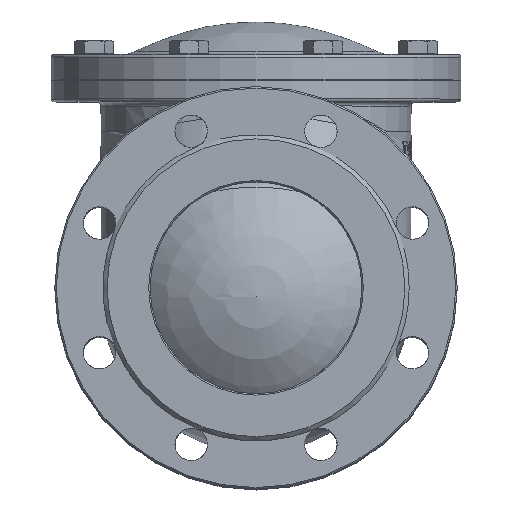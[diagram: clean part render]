
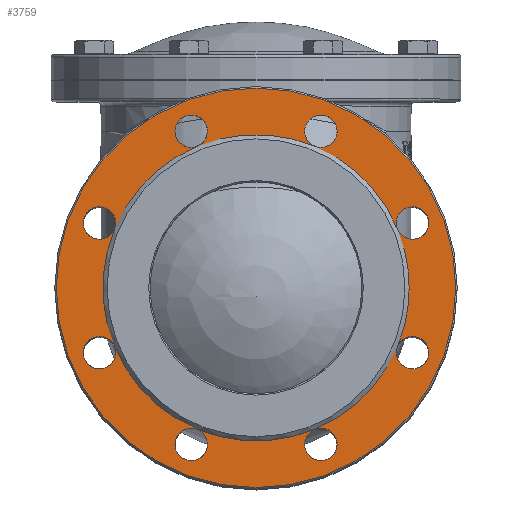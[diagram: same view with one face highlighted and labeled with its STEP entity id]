
A CAD part, top view. The second image highlights one B-rep face of the part: STEP entity #3759.
In plain terms, the highlighted planar face has unit normal (0, 0, 1).
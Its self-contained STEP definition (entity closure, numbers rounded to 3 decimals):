
#736=FACE_BOUND('',#1247,.T.);
#790=PLANE('',#4163);
#977=FACE_OUTER_BOUND('',#1246,.T.);
#1246=EDGE_LOOP('',(#3276));
#1247=EDGE_LOOP('',(#3277,#3278,#3279,#3280,#3281,#3282,#3283,#3284,#3285,
#3286,#3287,#3288,#3289,#3290,#3291,#3292,#3293,#3294,#3295,#3296,#3297,
#3298,#3299,#3300,#3301));
#1440=CIRCLE('',#4162,141.5);
#1441=CIRCLE('',#4164,11.5);
#1442=CIRCLE('',#4165,108.5);
#1443=CIRCLE('',#4166,11.5);
#1444=CIRCLE('',#4167,11.5);
#1445=CIRCLE('',#4168,108.5);
#1446=CIRCLE('',#4169,11.5);
#1447=CIRCLE('',#4170,11.5);
#1448=CIRCLE('',#4171,108.5);
#1449=CIRCLE('',#4172,11.5);
#1450=CIRCLE('',#4173,11.5);
#1451=CIRCLE('',#4174,108.5);
#1452=CIRCLE('',#4175,11.5);
#1453=CIRCLE('',#4176,11.5);
#1454=CIRCLE('',#4177,108.5);
#1455=CIRCLE('',#4178,11.5);
#1456=CIRCLE('',#4179,11.5);
#1457=CIRCLE('',#4180,108.5);
#1458=CIRCLE('',#4181,11.5);
#1459=CIRCLE('',#4182,11.5);
#1460=CIRCLE('',#4183,108.5);
#1461=CIRCLE('',#4184,108.5);
#1462=CIRCLE('',#4185,11.5);
#1463=CIRCLE('',#4186,11.5);
#1464=CIRCLE('',#4187,108.5);
#1465=CIRCLE('',#4188,11.5);
#1780=VERTEX_POINT('',#8404);
#1781=VERTEX_POINT('',#8408);
#1782=VERTEX_POINT('',#8409);
#1783=VERTEX_POINT('',#8411);
#1784=VERTEX_POINT('',#8413);
#1785=VERTEX_POINT('',#8416);
#1786=VERTEX_POINT('',#8418);
#1787=VERTEX_POINT('',#8421);
#1788=VERTEX_POINT('',#8423);
#1789=VERTEX_POINT('',#8426);
#1790=VERTEX_POINT('',#8428);
#1791=VERTEX_POINT('',#8431);
#1792=VERTEX_POINT('',#8433);
#1793=VERTEX_POINT('',#8436);
#1794=VERTEX_POINT('',#8438);
#1795=VERTEX_POINT('',#8441);
#1796=VERTEX_POINT('',#8443);
#1797=VERTEX_POINT('',#8445);
#2285=EDGE_CURVE('',#1780,#1780,#1440,.T.);
#2286=EDGE_CURVE('',#1781,#1782,#1441,.T.);
#2287=EDGE_CURVE('',#1783,#1781,#1442,.T.);
#2288=EDGE_CURVE('',#1784,#1783,#1443,.T.);
#2289=EDGE_CURVE('',#1783,#1784,#1444,.T.);
#2290=EDGE_CURVE('',#1785,#1783,#1445,.T.);
#2291=EDGE_CURVE('',#1786,#1785,#1446,.T.);
#2292=EDGE_CURVE('',#1785,#1786,#1447,.T.);
#2293=EDGE_CURVE('',#1787,#1785,#1448,.T.);
#2294=EDGE_CURVE('',#1788,#1787,#1449,.T.);
#2295=EDGE_CURVE('',#1787,#1788,#1450,.T.);
#2296=EDGE_CURVE('',#1789,#1787,#1451,.T.);
#2297=EDGE_CURVE('',#1790,#1789,#1452,.T.);
#2298=EDGE_CURVE('',#1789,#1790,#1453,.T.);
#2299=EDGE_CURVE('',#1791,#1789,#1454,.T.);
#2300=EDGE_CURVE('',#1792,#1791,#1455,.T.);
#2301=EDGE_CURVE('',#1791,#1792,#1456,.T.);
#2302=EDGE_CURVE('',#1793,#1791,#1457,.T.);
#2303=EDGE_CURVE('',#1794,#1793,#1458,.T.);
#2304=EDGE_CURVE('',#1793,#1794,#1459,.T.);
#2305=EDGE_CURVE('',#1795,#1793,#1460,.T.);
#2306=EDGE_CURVE('',#1796,#1795,#1461,.T.);
#2307=EDGE_CURVE('',#1797,#1796,#1462,.T.);
#2308=EDGE_CURVE('',#1796,#1797,#1463,.T.);
#2309=EDGE_CURVE('',#1781,#1796,#1464,.T.);
#2310=EDGE_CURVE('',#1782,#1781,#1465,.T.);
#3276=ORIENTED_EDGE('',*,*,#2285,.F.);
#3277=ORIENTED_EDGE('',*,*,#2286,.F.);
#3278=ORIENTED_EDGE('',*,*,#2287,.F.);
#3279=ORIENTED_EDGE('',*,*,#2288,.F.);
#3280=ORIENTED_EDGE('',*,*,#2289,.F.);
#3281=ORIENTED_EDGE('',*,*,#2290,.F.);
#3282=ORIENTED_EDGE('',*,*,#2291,.F.);
#3283=ORIENTED_EDGE('',*,*,#2292,.F.);
#3284=ORIENTED_EDGE('',*,*,#2293,.F.);
#3285=ORIENTED_EDGE('',*,*,#2294,.F.);
#3286=ORIENTED_EDGE('',*,*,#2295,.F.);
#3287=ORIENTED_EDGE('',*,*,#2296,.F.);
#3288=ORIENTED_EDGE('',*,*,#2297,.F.);
#3289=ORIENTED_EDGE('',*,*,#2298,.F.);
#3290=ORIENTED_EDGE('',*,*,#2299,.F.);
#3291=ORIENTED_EDGE('',*,*,#2300,.F.);
#3292=ORIENTED_EDGE('',*,*,#2301,.F.);
#3293=ORIENTED_EDGE('',*,*,#2302,.F.);
#3294=ORIENTED_EDGE('',*,*,#2303,.F.);
#3295=ORIENTED_EDGE('',*,*,#2304,.F.);
#3296=ORIENTED_EDGE('',*,*,#2305,.F.);
#3297=ORIENTED_EDGE('',*,*,#2306,.F.);
#3298=ORIENTED_EDGE('',*,*,#2307,.F.);
#3299=ORIENTED_EDGE('',*,*,#2308,.F.);
#3300=ORIENTED_EDGE('',*,*,#2309,.F.);
#3301=ORIENTED_EDGE('',*,*,#2310,.F.);
#3759=ADVANCED_FACE('',(#977,#736),#790,.F.);
#4162=AXIS2_PLACEMENT_3D('',#8406,#4940,#4941);
#4163=AXIS2_PLACEMENT_3D('',#8407,#4942,#4943);
#4164=AXIS2_PLACEMENT_3D('',#8410,#4944,#4945);
#4165=AXIS2_PLACEMENT_3D('',#8412,#4946,#4947);
#4166=AXIS2_PLACEMENT_3D('',#8414,#4948,#4949);
#4167=AXIS2_PLACEMENT_3D('',#8415,#4950,#4951);
#4168=AXIS2_PLACEMENT_3D('',#8417,#4952,#4953);
#4169=AXIS2_PLACEMENT_3D('',#8419,#4954,#4955);
#4170=AXIS2_PLACEMENT_3D('',#8420,#4956,#4957);
#4171=AXIS2_PLACEMENT_3D('',#8422,#4958,#4959);
#4172=AXIS2_PLACEMENT_3D('',#8424,#4960,#4961);
#4173=AXIS2_PLACEMENT_3D('',#8425,#4962,#4963);
#4174=AXIS2_PLACEMENT_3D('',#8427,#4964,#4965);
#4175=AXIS2_PLACEMENT_3D('',#8429,#4966,#4967);
#4176=AXIS2_PLACEMENT_3D('',#8430,#4968,#4969);
#4177=AXIS2_PLACEMENT_3D('',#8432,#4970,#4971);
#4178=AXIS2_PLACEMENT_3D('',#8434,#4972,#4973);
#4179=AXIS2_PLACEMENT_3D('',#8435,#4974,#4975);
#4180=AXIS2_PLACEMENT_3D('',#8437,#4976,#4977);
#4181=AXIS2_PLACEMENT_3D('',#8439,#4978,#4979);
#4182=AXIS2_PLACEMENT_3D('',#8440,#4980,#4981);
#4183=AXIS2_PLACEMENT_3D('',#8442,#4982,#4983);
#4184=AXIS2_PLACEMENT_3D('',#8444,#4984,#4985);
#4185=AXIS2_PLACEMENT_3D('',#8446,#4986,#4987);
#4186=AXIS2_PLACEMENT_3D('',#8447,#4988,#4989);
#4187=AXIS2_PLACEMENT_3D('',#8448,#4990,#4991);
#4188=AXIS2_PLACEMENT_3D('',#8449,#4992,#4993);
#4940=DIRECTION('center_axis',(0.,0.,-1.));
#4941=DIRECTION('ref_axis',(1.,0.,0.));
#4942=DIRECTION('center_axis',(0.,0.,-1.));
#4943=DIRECTION('ref_axis',(-1.,0.,0.));
#4944=DIRECTION('center_axis',(0.,0.,1.));
#4945=DIRECTION('ref_axis',(1.,0.,0.));
#4946=DIRECTION('center_axis',(0.,0.,1.));
#4947=DIRECTION('ref_axis',(-1.,0.,0.));
#4948=DIRECTION('center_axis',(0.,0.,1.));
#4949=DIRECTION('ref_axis',(1.,0.,0.));
#4950=DIRECTION('center_axis',(0.,0.,1.));
#4951=DIRECTION('ref_axis',(1.,0.,0.));
#4952=DIRECTION('center_axis',(0.,0.,1.));
#4953=DIRECTION('ref_axis',(-1.,0.,0.));
#4954=DIRECTION('center_axis',(0.,0.,1.));
#4955=DIRECTION('ref_axis',(1.,0.,0.));
#4956=DIRECTION('center_axis',(0.,0.,1.));
#4957=DIRECTION('ref_axis',(1.,0.,0.));
#4958=DIRECTION('center_axis',(0.,0.,1.));
#4959=DIRECTION('ref_axis',(-1.,0.,0.));
#4960=DIRECTION('center_axis',(0.,0.,1.));
#4961=DIRECTION('ref_axis',(1.,0.,0.));
#4962=DIRECTION('center_axis',(0.,0.,1.));
#4963=DIRECTION('ref_axis',(1.,0.,0.));
#4964=DIRECTION('center_axis',(0.,0.,1.));
#4965=DIRECTION('ref_axis',(-1.,0.,0.));
#4966=DIRECTION('center_axis',(0.,0.,1.));
#4967=DIRECTION('ref_axis',(1.,0.,0.));
#4968=DIRECTION('center_axis',(0.,0.,1.));
#4969=DIRECTION('ref_axis',(1.,0.,0.));
#4970=DIRECTION('center_axis',(0.,0.,1.));
#4971=DIRECTION('ref_axis',(-1.,0.,0.));
#4972=DIRECTION('center_axis',(0.,0.,1.));
#4973=DIRECTION('ref_axis',(1.,0.,0.));
#4974=DIRECTION('center_axis',(0.,0.,1.));
#4975=DIRECTION('ref_axis',(1.,0.,0.));
#4976=DIRECTION('center_axis',(0.,0.,1.));
#4977=DIRECTION('ref_axis',(-1.,0.,0.));
#4978=DIRECTION('center_axis',(0.,0.,1.));
#4979=DIRECTION('ref_axis',(1.,0.,0.));
#4980=DIRECTION('center_axis',(0.,0.,1.));
#4981=DIRECTION('ref_axis',(1.,0.,0.));
#4982=DIRECTION('center_axis',(0.,0.,1.));
#4983=DIRECTION('ref_axis',(-1.,0.,0.));
#4984=DIRECTION('center_axis',(0.,0.,1.));
#4985=DIRECTION('ref_axis',(-1.,0.,0.));
#4986=DIRECTION('center_axis',(0.,0.,1.));
#4987=DIRECTION('ref_axis',(1.,0.,0.));
#4988=DIRECTION('center_axis',(0.,0.,1.));
#4989=DIRECTION('ref_axis',(1.,0.,0.));
#4990=DIRECTION('center_axis',(0.,0.,1.));
#4991=DIRECTION('ref_axis',(-1.,0.,0.));
#4992=DIRECTION('center_axis',(0.,0.,1.));
#4993=DIRECTION('ref_axis',(1.,0.,0.));
#8404=CARTESIAN_POINT('',(-141.5,0.,197.));
#8406=CARTESIAN_POINT('Origin',(0.,0.,197.));
#8407=CARTESIAN_POINT('Origin',(0.,0.,197.));
#8408=CARTESIAN_POINT('',(41.521,-100.241,197.));
#8409=CARTESIAN_POINT('',(34.422,-110.866,197.));
#8410=CARTESIAN_POINT('Origin',(45.922,-110.866,197.));
#8411=CARTESIAN_POINT('',(-41.521,-100.241,197.));
#8412=CARTESIAN_POINT('Origin',(0.,0.,197.));
#8413=CARTESIAN_POINT('',(-57.422,-110.866,197.));
#8414=CARTESIAN_POINT('Origin',(-45.922,-110.866,197.));
#8415=CARTESIAN_POINT('Origin',(-45.922,-110.866,197.));
#8416=CARTESIAN_POINT('',(-100.241,-41.521,197.));
#8417=CARTESIAN_POINT('Origin',(0.,0.,197.));
#8418=CARTESIAN_POINT('',(-122.366,-45.922,197.));
#8419=CARTESIAN_POINT('Origin',(-110.866,-45.922,197.));
#8420=CARTESIAN_POINT('Origin',(-110.866,-45.922,197.));
#8421=CARTESIAN_POINT('',(-100.241,41.521,197.));
#8422=CARTESIAN_POINT('Origin',(0.,0.,197.));
#8423=CARTESIAN_POINT('',(-122.366,45.922,197.));
#8424=CARTESIAN_POINT('Origin',(-110.866,45.922,197.));
#8425=CARTESIAN_POINT('Origin',(-110.866,45.922,197.));
#8426=CARTESIAN_POINT('',(-41.521,100.241,197.));
#8427=CARTESIAN_POINT('Origin',(0.,0.,197.));
#8428=CARTESIAN_POINT('',(-57.422,110.866,197.));
#8429=CARTESIAN_POINT('Origin',(-45.922,110.866,197.));
#8430=CARTESIAN_POINT('Origin',(-45.922,110.866,197.));
#8431=CARTESIAN_POINT('',(41.521,100.241,197.));
#8432=CARTESIAN_POINT('Origin',(0.,0.,197.));
#8433=CARTESIAN_POINT('',(34.422,110.866,197.));
#8434=CARTESIAN_POINT('Origin',(45.922,110.866,197.));
#8435=CARTESIAN_POINT('Origin',(45.922,110.866,197.));
#8436=CARTESIAN_POINT('',(100.241,41.521,197.));
#8437=CARTESIAN_POINT('Origin',(0.,0.,197.));
#8438=CARTESIAN_POINT('',(99.366,45.922,197.));
#8439=CARTESIAN_POINT('Origin',(110.866,45.922,197.));
#8440=CARTESIAN_POINT('Origin',(110.866,45.922,197.));
#8441=CARTESIAN_POINT('',(108.5,0.,197.));
#8442=CARTESIAN_POINT('Origin',(0.,0.,197.));
#8443=CARTESIAN_POINT('',(100.241,-41.521,197.));
#8444=CARTESIAN_POINT('Origin',(0.,0.,197.));
#8445=CARTESIAN_POINT('',(99.366,-45.922,197.));
#8446=CARTESIAN_POINT('Origin',(110.866,-45.922,197.));
#8447=CARTESIAN_POINT('Origin',(110.866,-45.922,197.));
#8448=CARTESIAN_POINT('Origin',(0.,0.,197.));
#8449=CARTESIAN_POINT('Origin',(45.922,-110.866,197.));
